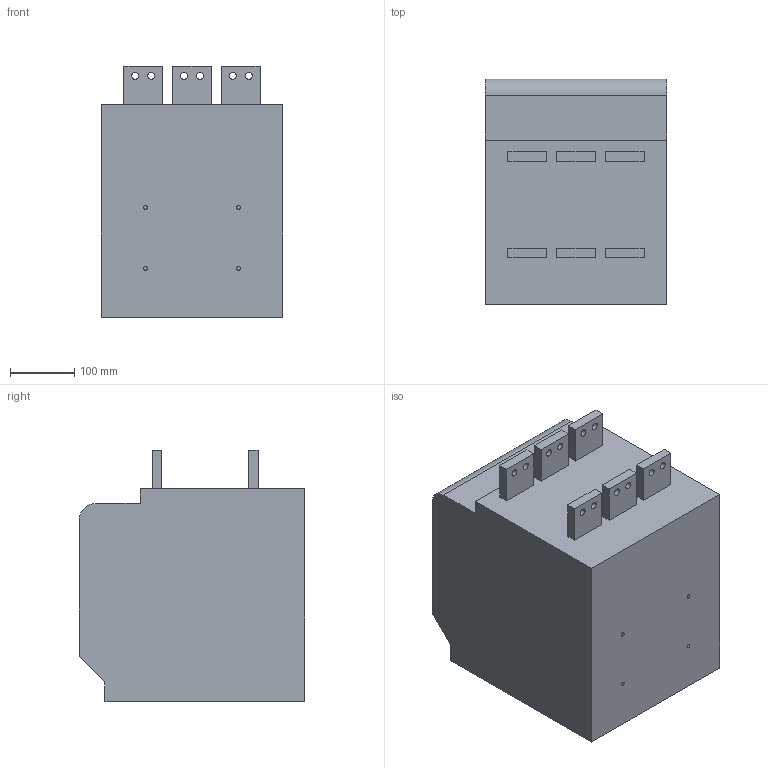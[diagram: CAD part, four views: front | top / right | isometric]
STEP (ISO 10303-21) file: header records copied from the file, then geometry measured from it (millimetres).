
FILE_DESCRIPTION (( 'STEP AP214' ), '1' );
FILE_NAME ('ÂÀ-450-3-õ ïîë. âûêàòíîé.STEP', '2018-03-06T10:55:17', ( '' ), ( '' ), 'SwSTEP 2.0', 'SolidWorks 2017', '' );
FILE_SCHEMA (( 'AUTOMOTIVE_DESIGN' ));
Length unit declared in the file: millimetre
Products named in the file (1): ÂÀ-450-3-õ ïîë. âûêàòíîé
Bounding box: 282 x 351 x 392 mm (x, y, z)
Volume: 31903090.1 mm3; surface area: 659152 mm2
Topology: 1 solids, 1 shells, 107 faces, 267 edges, 178 vertices
Faces by surface type: plane 70, cylinder 37
Entity records: 3508 total; most frequent: DIRECTION 557, CARTESIAN_POINT 553, ORIENTED_EDGE 534, EDGE_CURVE 267, VECTOR 193, LINE 193, AXIS2_PLACEMENT_3D 182, VERTEX_POINT 178
